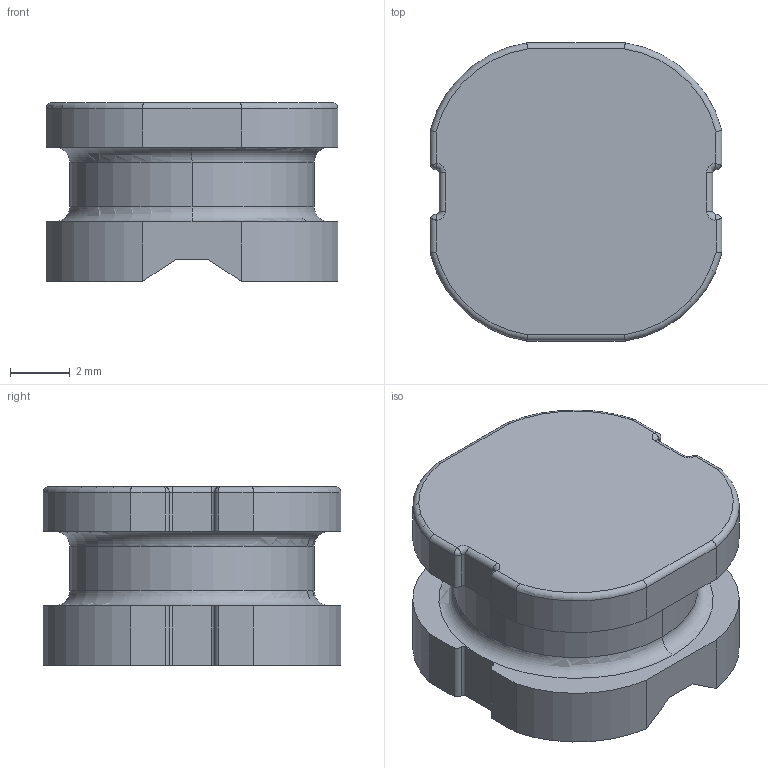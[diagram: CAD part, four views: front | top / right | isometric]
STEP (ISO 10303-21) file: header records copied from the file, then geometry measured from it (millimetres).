
FILE_DESCRIPTION(('FreeCAD Model'),'2;1');
FILE_NAME('SRN1060-XXXM.step','2018-03-12T14:55:36',( 'kicad StepUp'),('ksu MCAD'),'Open CASCADE STEP processor 6.8', 'FreeCAD','Unknown');
FILE_SCHEMA(('AUTOMOTIVE_DESIGN_CC2 { 1 2 10303 214 -1 1 5 4 }'));
Length unit declared in the file: millimetre
Products named in the file (2): ASSEMBLY; SRN1060-XXXM
Assembly tree (1 placements, depth 2):
  ASSEMBLY
    SRN1060-XXXM
Bounding box: 9.8 x 10 x 6 mm (x, y, z)
Volume: 419.1 mm3; surface area: 409 mm2
Topology: 1 solids, 1 shells, 76 faces, 193 edges, 118 vertices
Faces by surface type: cylinder 34, plane 26, torus 12, bspline 4
Entity records: 3041 total; most frequent: CARTESIAN_POINT 654, DIRECTION 394, ORIENTED_EDGE 384, EDGE_CURVE 192, AXIS2_PLACEMENT_3D 150, VERTEX_POINT 118, LINE 94, VECTOR 94
